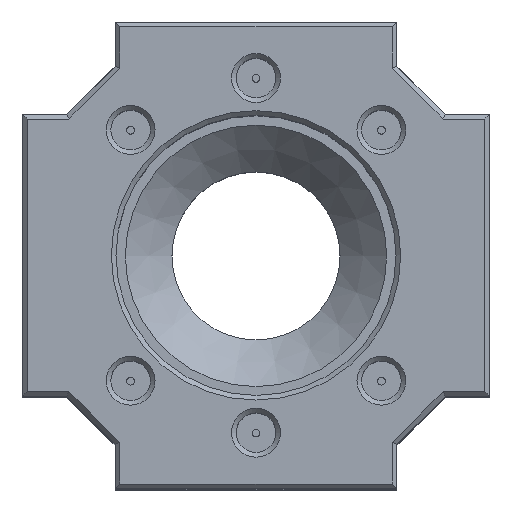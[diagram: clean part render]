
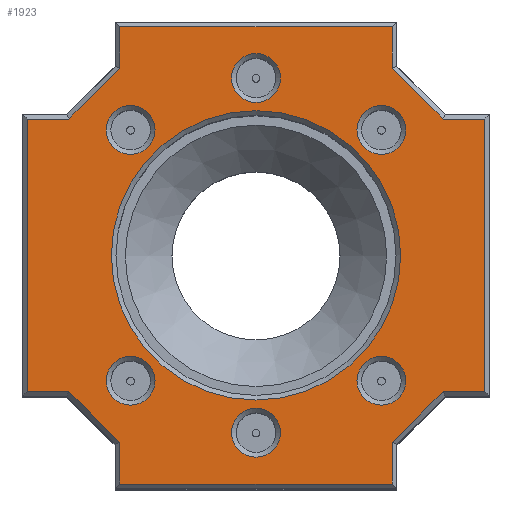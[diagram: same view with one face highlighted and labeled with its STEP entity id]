
A CAD part, top view. The second image highlights one B-rep face of the part: STEP entity #1923.
In plain terms, the highlighted planar face has unit normal (0, 0, 1).
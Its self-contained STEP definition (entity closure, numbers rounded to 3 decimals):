
#16=FACE_BOUND('',#385,.T.);
#17=FACE_BOUND('',#386,.T.);
#18=FACE_BOUND('',#387,.T.);
#19=FACE_BOUND('',#388,.T.);
#20=FACE_BOUND('',#389,.T.);
#21=FACE_BOUND('',#390,.T.);
#22=FACE_BOUND('',#391,.T.);
#148=PLANE('',#2078);
#263=FACE_OUTER_BOUND('',#384,.T.);
#384=EDGE_LOOP('',(#1548,#1549,#1550,#1551,#1552,#1553,#1554,#1555,#1556,
#1557,#1558,#1559,#1560,#1561,#1562,#1563));
#385=EDGE_LOOP('',(#1564));
#386=EDGE_LOOP('',(#1565));
#387=EDGE_LOOP('',(#1566));
#388=EDGE_LOOP('',(#1567));
#389=EDGE_LOOP('',(#1568));
#390=EDGE_LOOP('',(#1569));
#391=EDGE_LOOP('',(#1570));
#515=LINE('',#2862,#689);
#519=LINE('',#2870,#693);
#522=LINE('',#2876,#696);
#525=LINE('',#2882,#699);
#528=LINE('',#2888,#702);
#531=LINE('',#2894,#705);
#534=LINE('',#2900,#708);
#537=LINE('',#2906,#711);
#540=LINE('',#2912,#714);
#544=LINE('',#2920,#718);
#547=LINE('',#2926,#721);
#550=LINE('',#2932,#724);
#553=LINE('',#2938,#727);
#556=LINE('',#2944,#730);
#559=LINE('',#2950,#733);
#562=LINE('',#2954,#736);
#689=VECTOR('',#2352,10.);
#693=VECTOR('',#2358,10.);
#696=VECTOR('',#2363,10.);
#699=VECTOR('',#2368,10.);
#702=VECTOR('',#2373,10.);
#705=VECTOR('',#2378,10.);
#708=VECTOR('',#2383,10.);
#711=VECTOR('',#2388,10.);
#714=VECTOR('',#2393,10.);
#718=VECTOR('',#2399,10.);
#721=VECTOR('',#2404,10.);
#724=VECTOR('',#2409,10.);
#727=VECTOR('',#2414,10.);
#730=VECTOR('',#2419,10.);
#733=VECTOR('',#2424,10.);
#736=VECTOR('',#2429,10.);
#813=CIRCLE('',#2079,15.5);
#814=CIRCLE('',#2080,2.617);
#815=CIRCLE('',#2081,2.617);
#816=CIRCLE('',#2082,2.617);
#817=CIRCLE('',#2083,2.617);
#818=CIRCLE('',#2084,2.617);
#819=CIRCLE('',#2085,2.617);
#891=VERTEX_POINT('',#2860);
#892=VERTEX_POINT('',#2861);
#895=VERTEX_POINT('',#2869);
#897=VERTEX_POINT('',#2875);
#899=VERTEX_POINT('',#2881);
#901=VERTEX_POINT('',#2887);
#903=VERTEX_POINT('',#2893);
#905=VERTEX_POINT('',#2899);
#907=VERTEX_POINT('',#2905);
#909=VERTEX_POINT('',#2911);
#912=VERTEX_POINT('',#2919);
#914=VERTEX_POINT('',#2925);
#916=VERTEX_POINT('',#2931);
#918=VERTEX_POINT('',#2937);
#920=VERTEX_POINT('',#2943);
#922=VERTEX_POINT('',#2949);
#932=VERTEX_POINT('',#3006);
#933=VERTEX_POINT('',#3008);
#934=VERTEX_POINT('',#3010);
#935=VERTEX_POINT('',#3012);
#936=VERTEX_POINT('',#3014);
#937=VERTEX_POINT('',#3016);
#938=VERTEX_POINT('',#3018);
#1098=EDGE_CURVE('',#891,#892,#515,.T.);
#1102=EDGE_CURVE('',#892,#895,#519,.T.);
#1105=EDGE_CURVE('',#895,#897,#522,.T.);
#1108=EDGE_CURVE('',#897,#899,#525,.T.);
#1111=EDGE_CURVE('',#899,#901,#528,.T.);
#1114=EDGE_CURVE('',#901,#903,#531,.T.);
#1117=EDGE_CURVE('',#903,#905,#534,.T.);
#1120=EDGE_CURVE('',#905,#907,#537,.T.);
#1123=EDGE_CURVE('',#907,#909,#540,.T.);
#1127=EDGE_CURVE('',#909,#912,#544,.T.);
#1130=EDGE_CURVE('',#912,#914,#547,.T.);
#1133=EDGE_CURVE('',#914,#916,#550,.T.);
#1136=EDGE_CURVE('',#916,#918,#553,.T.);
#1139=EDGE_CURVE('',#918,#920,#556,.T.);
#1142=EDGE_CURVE('',#920,#922,#559,.T.);
#1145=EDGE_CURVE('',#922,#891,#562,.T.);
#1163=EDGE_CURVE('',#932,#932,#813,.T.);
#1164=EDGE_CURVE('',#933,#933,#814,.T.);
#1165=EDGE_CURVE('',#934,#934,#815,.T.);
#1166=EDGE_CURVE('',#935,#935,#816,.T.);
#1167=EDGE_CURVE('',#936,#936,#817,.T.);
#1168=EDGE_CURVE('',#937,#937,#818,.T.);
#1169=EDGE_CURVE('',#938,#938,#819,.T.);
#1548=ORIENTED_EDGE('',*,*,#1098,.F.);
#1549=ORIENTED_EDGE('',*,*,#1145,.F.);
#1550=ORIENTED_EDGE('',*,*,#1142,.F.);
#1551=ORIENTED_EDGE('',*,*,#1139,.F.);
#1552=ORIENTED_EDGE('',*,*,#1136,.F.);
#1553=ORIENTED_EDGE('',*,*,#1133,.F.);
#1554=ORIENTED_EDGE('',*,*,#1130,.F.);
#1555=ORIENTED_EDGE('',*,*,#1127,.F.);
#1556=ORIENTED_EDGE('',*,*,#1123,.F.);
#1557=ORIENTED_EDGE('',*,*,#1120,.F.);
#1558=ORIENTED_EDGE('',*,*,#1117,.F.);
#1559=ORIENTED_EDGE('',*,*,#1114,.F.);
#1560=ORIENTED_EDGE('',*,*,#1111,.F.);
#1561=ORIENTED_EDGE('',*,*,#1108,.F.);
#1562=ORIENTED_EDGE('',*,*,#1105,.F.);
#1563=ORIENTED_EDGE('',*,*,#1102,.F.);
#1564=ORIENTED_EDGE('',*,*,#1163,.F.);
#1565=ORIENTED_EDGE('',*,*,#1164,.F.);
#1566=ORIENTED_EDGE('',*,*,#1165,.F.);
#1567=ORIENTED_EDGE('',*,*,#1166,.F.);
#1568=ORIENTED_EDGE('',*,*,#1167,.F.);
#1569=ORIENTED_EDGE('',*,*,#1168,.F.);
#1570=ORIENTED_EDGE('',*,*,#1169,.F.);
#1923=ADVANCED_FACE('',(#263,#16,#17,#18,#19,#20,#21,#22),#148,.T.);
#2078=AXIS2_PLACEMENT_3D('',#3005,#2455,#2456);
#2079=AXIS2_PLACEMENT_3D('',#3007,#2457,#2458);
#2080=AXIS2_PLACEMENT_3D('',#3009,#2459,#2460);
#2081=AXIS2_PLACEMENT_3D('',#3011,#2461,#2462);
#2082=AXIS2_PLACEMENT_3D('',#3013,#2463,#2464);
#2083=AXIS2_PLACEMENT_3D('',#3015,#2465,#2466);
#2084=AXIS2_PLACEMENT_3D('',#3017,#2467,#2468);
#2085=AXIS2_PLACEMENT_3D('',#3019,#2469,#2470);
#2352=DIRECTION('',(1.,0.,0.));
#2358=DIRECTION('',(0.,-1.,0.));
#2363=DIRECTION('',(-1.,0.,0.));
#2368=DIRECTION('',(-0.707,-0.707,0.));
#2373=DIRECTION('',(0.,-1.,0.));
#2378=DIRECTION('',(-1.,0.,0.));
#2383=DIRECTION('',(0.,1.,0.));
#2388=DIRECTION('',(-0.707,0.707,0.));
#2393=DIRECTION('',(-1.,0.,0.));
#2399=DIRECTION('',(0.,1.,0.));
#2404=DIRECTION('',(1.,0.,0.));
#2409=DIRECTION('',(0.707,0.707,0.));
#2414=DIRECTION('',(0.,1.,0.));
#2419=DIRECTION('',(1.,0.,0.));
#2424=DIRECTION('',(0.,-1.,0.));
#2429=DIRECTION('',(0.707,-0.707,0.));
#2455=DIRECTION('center_axis',(0.,0.,1.));
#2456=DIRECTION('ref_axis',(1.,0.,0.));
#2457=DIRECTION('center_axis',(0.,0.,1.));
#2458=DIRECTION('ref_axis',(-1.,0.,0.));
#2459=DIRECTION('center_axis',(0.,0.,1.));
#2460=DIRECTION('ref_axis',(-1.,0.,0.));
#2461=DIRECTION('center_axis',(0.,0.,1.));
#2462=DIRECTION('ref_axis',(-1.,0.,0.));
#2463=DIRECTION('center_axis',(0.,0.,1.));
#2464=DIRECTION('ref_axis',(-1.,0.,0.));
#2465=DIRECTION('center_axis',(0.,0.,1.));
#2466=DIRECTION('ref_axis',(-1.,0.,0.));
#2467=DIRECTION('center_axis',(0.,0.,1.));
#2468=DIRECTION('ref_axis',(-1.,0.,0.));
#2469=DIRECTION('center_axis',(0.,0.,1.));
#2470=DIRECTION('ref_axis',(-1.,0.,0.));
#2860=CARTESIAN_POINT('',(20.048,14.6,80.));
#2861=CARTESIAN_POINT('',(24.5,14.6,80.));
#2862=CARTESIAN_POINT('',(12.5,14.6,80.));
#2869=CARTESIAN_POINT('',(24.5,-14.6,80.));
#2870=CARTESIAN_POINT('',(24.5,-7.55,80.));
#2875=CARTESIAN_POINT('',(20.048,-14.6,80.));
#2876=CARTESIAN_POINT('',(10.128,-14.6,80.));
#2881=CARTESIAN_POINT('',(14.6,-20.048,80.));
#2882=CARTESIAN_POINT('',(16.035,-18.613,80.));
#2887=CARTESIAN_POINT('',(14.6,-24.5,80.));
#2888=CARTESIAN_POINT('',(14.6,-12.5,80.));
#2893=CARTESIAN_POINT('',(-14.6,-24.5,80.));
#2894=CARTESIAN_POINT('',(-7.55,-24.5,80.));
#2899=CARTESIAN_POINT('',(-14.6,-20.048,80.));
#2900=CARTESIAN_POINT('',(-14.6,-10.128,80.));
#2905=CARTESIAN_POINT('',(-20.048,-14.6,80.));
#2906=CARTESIAN_POINT('',(-18.613,-16.035,80.));
#2911=CARTESIAN_POINT('',(-24.5,-14.6,80.));
#2912=CARTESIAN_POINT('',(-12.5,-14.6,80.));
#2919=CARTESIAN_POINT('',(-24.5,14.6,80.));
#2920=CARTESIAN_POINT('',(-24.5,7.55,80.));
#2925=CARTESIAN_POINT('',(-20.048,14.6,80.));
#2926=CARTESIAN_POINT('',(-10.128,14.6,80.));
#2931=CARTESIAN_POINT('',(-14.6,20.048,80.));
#2932=CARTESIAN_POINT('',(-16.035,18.613,80.));
#2937=CARTESIAN_POINT('',(-14.6,24.5,80.));
#2938=CARTESIAN_POINT('',(-14.6,12.5,80.));
#2943=CARTESIAN_POINT('',(14.6,24.5,80.));
#2944=CARTESIAN_POINT('',(7.55,24.5,80.));
#2949=CARTESIAN_POINT('',(14.6,20.048,80.));
#2950=CARTESIAN_POINT('',(14.6,10.128,80.));
#2954=CARTESIAN_POINT('',(18.613,16.035,80.));
#3005=CARTESIAN_POINT('Origin',(0.,0.,
80.));
#3006=CARTESIAN_POINT('',(15.5,0.,80.));
#3007=CARTESIAN_POINT('Origin',(0.,0.,
80.));
#3008=CARTESIAN_POINT('',(-10.818,13.435,80.));
#3009=CARTESIAN_POINT('Origin',(-13.435,13.435,80.));
#3010=CARTESIAN_POINT('',(2.617,-19.,80.));
#3011=CARTESIAN_POINT('Origin',(0.,-19.,80.));
#3012=CARTESIAN_POINT('',(16.052,-13.435,80.));
#3013=CARTESIAN_POINT('Origin',(13.435,-13.435,80.));
#3014=CARTESIAN_POINT('',(2.617,19.,80.));
#3015=CARTESIAN_POINT('Origin',(0.,19.,80.));
#3016=CARTESIAN_POINT('',(16.052,13.435,80.));
#3017=CARTESIAN_POINT('Origin',(13.435,13.435,80.));
#3018=CARTESIAN_POINT('',(-10.818,-13.435,80.));
#3019=CARTESIAN_POINT('Origin',(-13.435,-13.435,80.));
